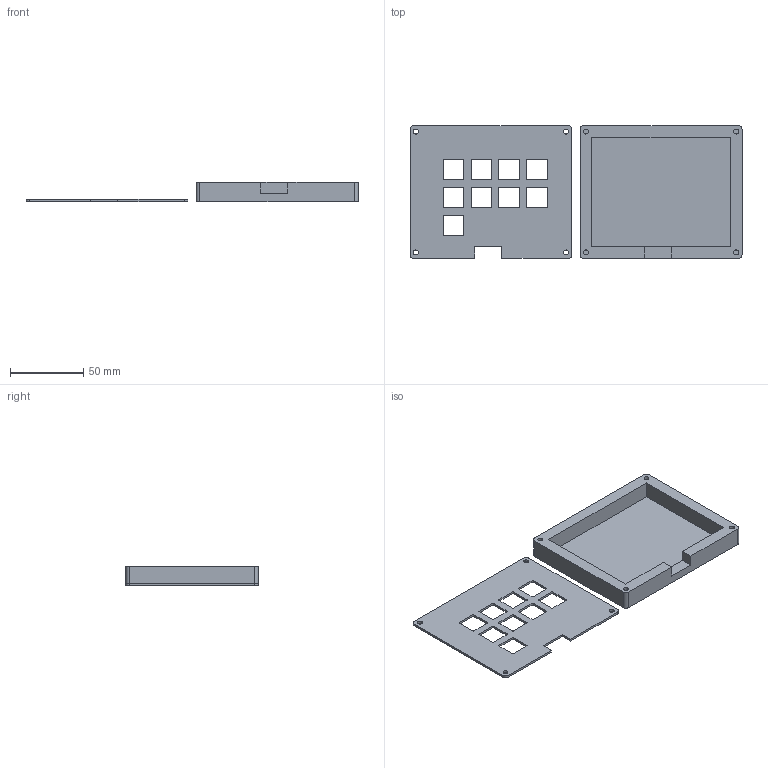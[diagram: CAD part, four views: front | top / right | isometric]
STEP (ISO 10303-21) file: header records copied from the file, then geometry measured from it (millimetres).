
FILE_DESCRIPTION(/* description */ (''),/* implementation_level */ '2;1');
FILE_NAME(/* name */ 'top+Bottom case for MacroPad.step',/* time_stamp */ '2025-12-30T18:49:54+01:00',/* author */ (''),/* organization */ (''),/* preprocessor_version */ 'ST-DEVELOPER v20.1',/* originating_system */ 'Autodesk Translation Framework v14.21.0.0',/* authorisation */ '');
FILE_SCHEMA (('AUTOMOTIVE_DESIGN { 1 0 10303 214 3 1 1 }'));
Length unit declared in the file: millimetre
Products named in the file (2): 2025-12-29-15-00-24-301; 2025-12-30-17-55-56-662
Assembly tree (1 placements, depth 2):
  2025-12-29-15-00-24-301
    2025-12-30-17-55-56-662
Bounding box: 226.56 x 90.51 x 13 mm (x, y, z)
Volume: 59515.7 mm3; surface area: 46906.9 mm2
Topology: 2 solids, 2 shells, 116 faces, 324 edges, 216 vertices
Faces by surface type: plane 64, cylinder 52
Full cylindrical faces by diameter (mm): 3.4 x8
Entity records: 3866 total; most frequent: DIRECTION 666, CARTESIAN_POINT 659, ORIENTED_EDGE 648, EDGE_CURVE 324, AXIS2_PLACEMENT_3D 223, LINE 220, VECTOR 220, VERTEX_POINT 216
